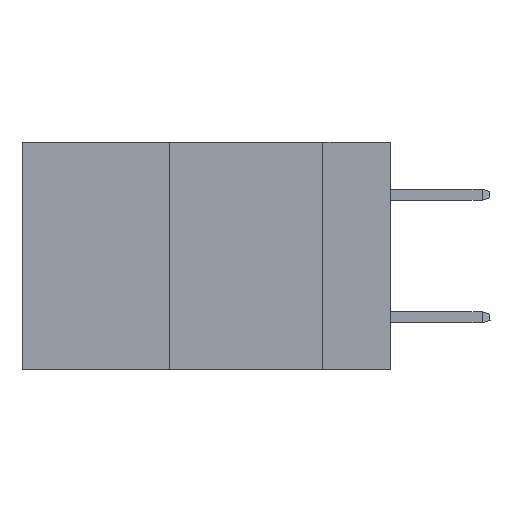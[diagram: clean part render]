
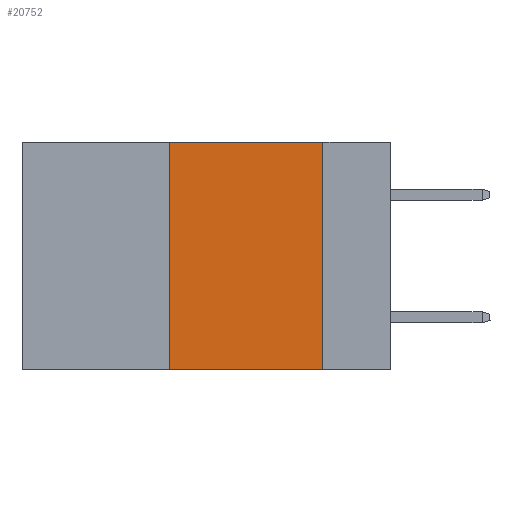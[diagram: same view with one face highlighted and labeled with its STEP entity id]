
A CAD part, left-side view. The second image highlights one B-rep face of the part: STEP entity #20752.
In plain terms, the highlighted planar face has unit normal (-1, 0, 0).
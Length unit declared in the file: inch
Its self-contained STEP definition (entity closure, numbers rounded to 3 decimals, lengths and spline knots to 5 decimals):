
#688 = ORIENTED_EDGE ( 'NONE', *, *, #14656, .F. ) ;
#1812 = LINE ( 'NONE', #32450, #27230 ) ;
#1993 = EDGE_CURVE ( 'NONE', #4943, #33050, #24888, .T. ) ;
#2136 = DIRECTION ( 'NONE',  ( 0., 0., 1. ) ) ;
#4742 = DIRECTION ( 'NONE',  ( 1., 0., 0. ) ) ;
#4786 = VECTOR ( 'NONE', #39207, 39.37008 ) ;
#4943 = VERTEX_POINT ( 'NONE', #5571 ) ;
#5374 = CARTESIAN_POINT ( 'NONE',  ( 0., 0.36, 0. ) ) ;
#5571 = CARTESIAN_POINT ( 'NONE',  ( 0., 0.36, -0.37 ) ) ;
#6672 = VECTOR ( 'NONE', #2136, 39.37008 ) ;
#8618 = VECTOR ( 'NONE', #38192, 39.37008 ) ;
#9542 = AXIS2_PLACEMENT_3D ( 'NONE', #38627, #4742, #17226 ) ;
#13970 = CARTESIAN_POINT ( 'NONE',  ( 0., 0.6, -0.37 ) ) ;
#14288 = ORIENTED_EDGE ( 'NONE', *, *, #1993, .T. ) ;
#14656 = EDGE_CURVE ( 'NONE', #4943, #23860, #31148, .T. ) ;
#15417 = EDGE_LOOP ( 'NONE', ( #26035, #37529, #688, #14288 ) ) ;
#17226 = DIRECTION ( 'NONE',  ( 0., 0., -1. ) ) ;
#20292 = PLANE ( 'NONE',  #9542 ) ;
#20734 = CARTESIAN_POINT ( 'NONE',  ( 0., 0.6, 0. ) ) ;
#20752 = ADVANCED_FACE ( 'NONE', ( #36098 ), #20292, .F. ) ;
#22385 = EDGE_CURVE ( 'NONE', #23860, #37455, #32122, .T. ) ;
#23860 = VERTEX_POINT ( 'NONE', #33966 ) ;
#24888 = LINE ( 'NONE', #13970, #8618 ) ;
#26035 = ORIENTED_EDGE ( 'NONE', *, *, #30910, .F. ) ;
#27230 = VECTOR ( 'NONE', #32581, 39.37008 ) ;
#27670 = CARTESIAN_POINT ( 'NONE',  ( 0., 0.11, -0.37 ) ) ;
#30910 = EDGE_CURVE ( 'NONE', #37455, #33050, #1812, .T. ) ;
#31148 = LINE ( 'NONE', #5374, #6672 ) ;
#32122 = LINE ( 'NONE', #20734, #4786 ) ;
#32450 = CARTESIAN_POINT ( 'NONE',  ( 0., 0.11, 0. ) ) ;
#32581 = DIRECTION ( 'NONE',  ( 0., 0., -1. ) ) ;
#33050 = VERTEX_POINT ( 'NONE', #27670 ) ;
#33966 = CARTESIAN_POINT ( 'NONE',  ( 0., 0.36, 0. ) ) ;
#34762 = CARTESIAN_POINT ( 'NONE',  ( 0., 0.11, 0. ) ) ;
#36098 = FACE_OUTER_BOUND ( 'NONE', #15417, .T. ) ;
#37455 = VERTEX_POINT ( 'NONE', #34762 ) ;
#37529 = ORIENTED_EDGE ( 'NONE', *, *, #22385, .F. ) ;
#38192 = DIRECTION ( 'NONE',  ( 0., -1., 0. ) ) ;
#38627 = CARTESIAN_POINT ( 'NONE',  ( 0., 0.6, 0. ) ) ;
#39207 = DIRECTION ( 'NONE',  ( 0., -1., 0. ) ) ;
